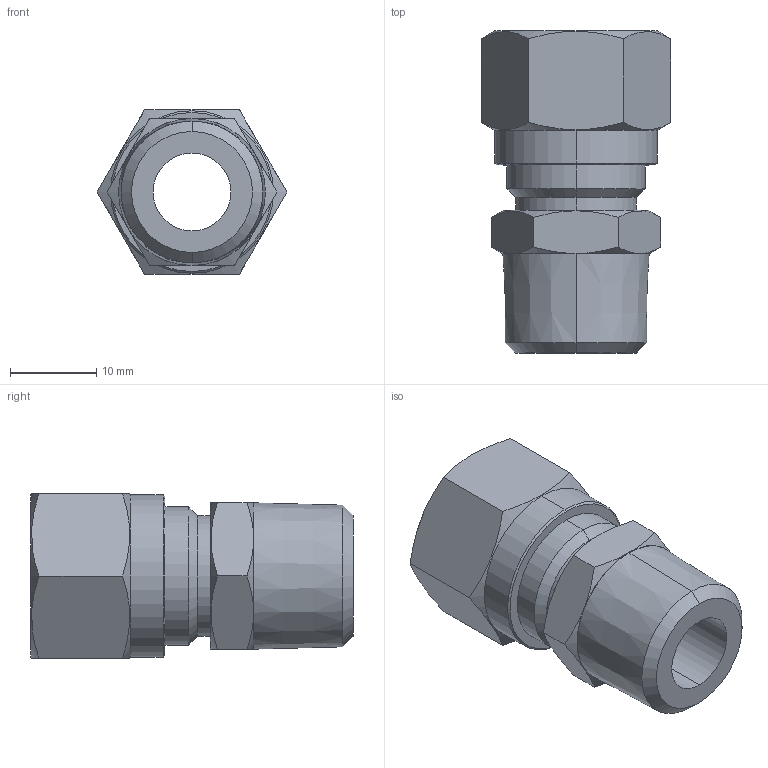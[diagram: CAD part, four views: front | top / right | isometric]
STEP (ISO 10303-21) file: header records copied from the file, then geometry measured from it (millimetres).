
FILE_DESCRIPTION (( 'STEP AP203' ), '1' );
FILE_NAME ('03010053.STEP', '2011-10-27T13:24:17', ( '' ), ( 'sopra-pneumatic' ), 'SwSTEP 2.0', 'SolidWorks 2011', '' );
FILE_SCHEMA (( 'CONFIG_CONTROL_DESIGN' ));
Length unit declared in the file: millimetre
Products named in the file (1): 03010053
Bounding box: 21.94 x 37.27 x 19 mm (x, y, z)
Volume: 6679 mm3; surface area: 3790.9 mm2
Topology: 1 solids, 1 shells, 50 faces, 114 edges, 70 vertices
Faces by surface type: cone 22, plane 18, cylinder 10
Entity records: 1671 total; most frequent: CARTESIAN_POINT 503, ORIENTED_EDGE 228, DIRECTION 220, EDGE_CURVE 114, AXIS2_PLACEMENT_3D 91, VERTEX_POINT 70, EDGE_LOOP 56, FACE_OUTER_BOUND 50
